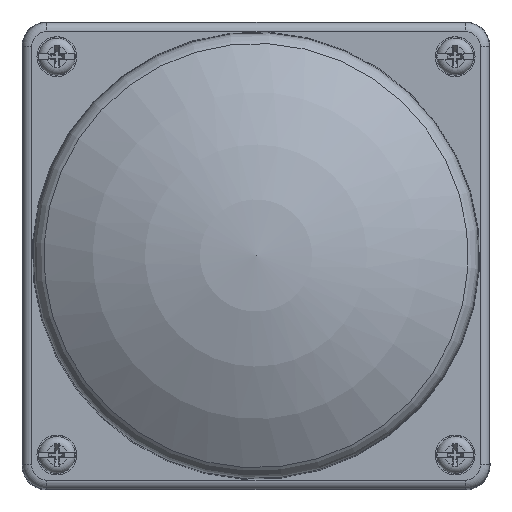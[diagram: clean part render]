
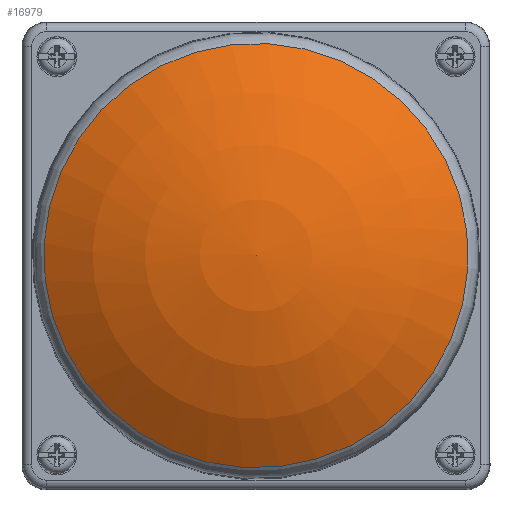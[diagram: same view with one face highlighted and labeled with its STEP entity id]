
A CAD part, top view. The second image highlights one B-rep face of the part: STEP entity #16979.
In plain terms, the highlighted spherical face has radius 75.5 mm.
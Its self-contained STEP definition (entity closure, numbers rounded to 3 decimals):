
#126=SPHERICAL_SURFACE('',#18459,75.5);
#1393=CIRCLE('',#18456,42.628);
#1394=CIRCLE('',#18457,42.628);
#1395=CIRCLE('',#18458,42.628);
#1396=CIRCLE('',#18460,75.5);
#2339=FACE_OUTER_BOUND('',#3351,.T.);
#3351=EDGE_LOOP('',(#12950,#12951,#12952,#12953,#12954));
#7315=VERTEX_POINT('',#27541);
#7316=VERTEX_POINT('',#27543);
#7317=VERTEX_POINT('',#27545);
#7318=VERTEX_POINT('',#27549);
#9347=EDGE_CURVE('',#7315,#7316,#1393,.T.);
#9348=EDGE_CURVE('',#7316,#7317,#1394,.T.);
#9349=EDGE_CURVE('',#7317,#7315,#1395,.T.);
#9350=EDGE_CURVE('',#7316,#7318,#1396,.T.);
#12950=ORIENTED_EDGE('',*,*,#9349,.F.);
#12951=ORIENTED_EDGE('',*,*,#9348,.F.);
#12952=ORIENTED_EDGE('',*,*,#9350,.T.);
#12953=ORIENTED_EDGE('',*,*,#9350,.F.);
#12954=ORIENTED_EDGE('',*,*,#9347,.F.);
#16979=ADVANCED_FACE('',(#2339),#126,.T.);
#18456=AXIS2_PLACEMENT_3D('',#27544,#21611,#21612);
#18457=AXIS2_PLACEMENT_3D('',#27546,#21613,#21614);
#18458=AXIS2_PLACEMENT_3D('',#27547,#21615,#21616);
#18459=AXIS2_PLACEMENT_3D('',#27548,#21617,#21618);
#18460=AXIS2_PLACEMENT_3D('',#27550,#21619,#21620);
#21611=DIRECTION('center_axis',(1.,0.,0.));
#21612=DIRECTION('ref_axis',(0.,0.,-1.));
#21613=DIRECTION('center_axis',(1.,0.,0.));
#21614=DIRECTION('ref_axis',(0.,0.,-1.));
#21615=DIRECTION('center_axis',(1.,0.,0.));
#21616=DIRECTION('ref_axis',(0.,0.,-1.));
#21617=DIRECTION('center_axis',(1.,0.,0.));
#21618=DIRECTION('ref_axis',(0.,1.,0.));
#21619=DIRECTION('center_axis',(0.,0.,
-1.));
#21620=DIRECTION('ref_axis',(0.,-1.,0.));
#27541=CARTESIAN_POINT('',(-23.814,0.,42.628));
#27543=CARTESIAN_POINT('',(-23.814,-42.628,0.));
#27544=CARTESIAN_POINT('Origin',(-23.814,0.,0.));
#27545=CARTESIAN_POINT('',(-23.814,0.,-42.628));
#27546=CARTESIAN_POINT('Origin',(-23.814,0.,0.));
#27547=CARTESIAN_POINT('Origin',(-23.814,0.,0.));
#27548=CARTESIAN_POINT('Origin',(38.5,0.,0.));
#27549=CARTESIAN_POINT('',(-37.,0.,0.));
#27550=CARTESIAN_POINT('Origin',(38.5,0.,0.));
